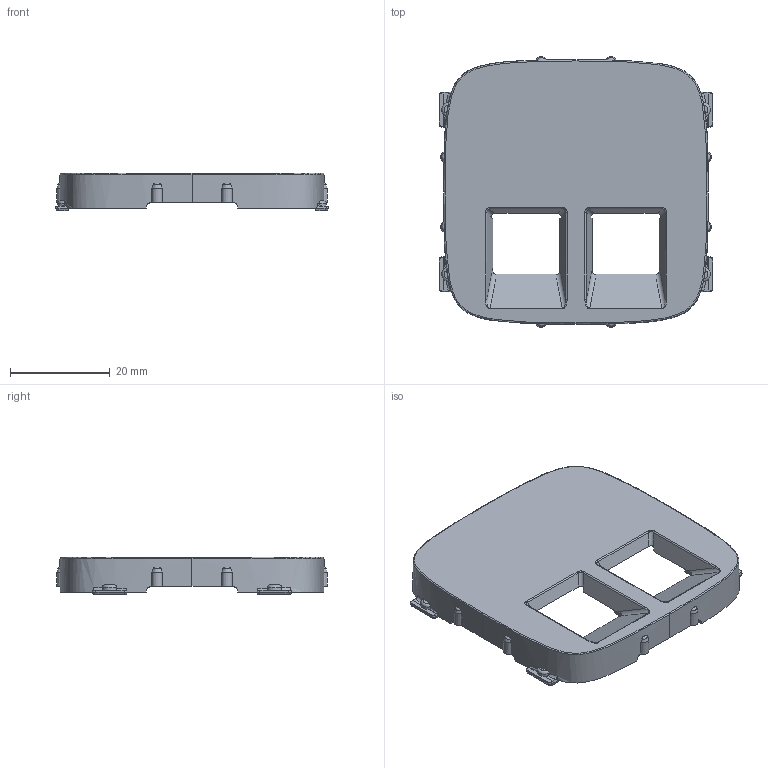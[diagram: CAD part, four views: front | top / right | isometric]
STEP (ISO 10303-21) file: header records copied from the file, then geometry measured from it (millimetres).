
FILE_DESCRIPTION(('CATIA V5 STEP Exchange','CAx-IF Rec.Pracs.--- Model Styling and Organization---1.4--- 2014-01-23'),'2;1');
FILE_NAME('755425_AllCATPart.stp','2020-02-25T08:57:57+00:00',('none'),('none'),'CATIA Version 5-6 Release 2017 SP3','CATIA V5 STEP AP214','none');
FILE_SCHEMA(('AUTOMOTIVE_DESIGN { 1 0 10303 214 1 1 1 1 }'));
Products named in the file (1): 755425_AllCATPart
Bounding box: 54.8 x 54.35 x 7.6 mm (x, y, z)
Volume: 4359.2 mm3; surface area: 7764.8 mm2
Topology: 28 solids, 28 shells, 3291 faces, 9657 edges, 6408 vertices
Faces by surface type: plane 3087, bspline 84, cylinder 72, cone 32, torus 12, sphere 4
Entity records: 116133 total; most frequent: CARTESIAN_POINT 27689, ORIENTED_EDGE 19290, DIRECTION 15015, EDGE_CURVE 9645, VECTOR 8934, LINE 8934, VERTEX_POINT 6408, EDGE_LOOP 3319
